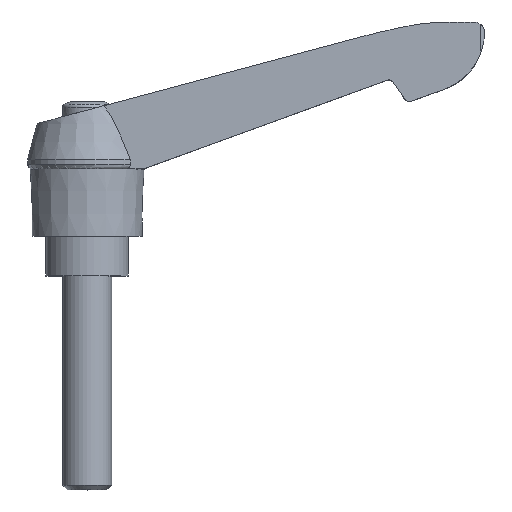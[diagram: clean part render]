
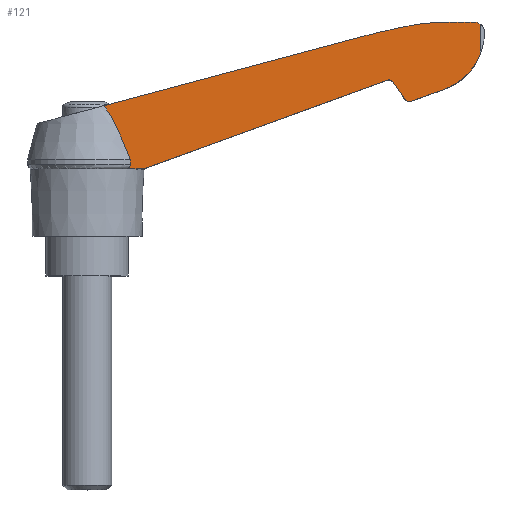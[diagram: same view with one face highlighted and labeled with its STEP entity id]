
A CAD part, top view. The second image highlights one B-rep face of the part: STEP entity #121.
In plain terms, the highlighted planar face has unit normal (0.034, 0, 0.999).
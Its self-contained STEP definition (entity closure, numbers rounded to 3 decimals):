
#121 = ADVANCED_FACE( '', ( #311 ), #312, .F. );
#311 = FACE_OUTER_BOUND( '', #577, .T. );
#312 = PLANE( '', #578 );
#577 = EDGE_LOOP( '', ( #883, #884, #885, #886, #887, #888, #889, #890, #891, #892, #893, #894, #895, #896, #897, #898 ) );
#578 = AXIS2_PLACEMENT_3D( '', #899, #900, #901 );
#883 = ORIENTED_EDGE( '', *, *, #1623, .F. );
#884 = ORIENTED_EDGE( '', *, *, #1624, .T. );
#885 = ORIENTED_EDGE( '', *, *, #1625, .F. );
#886 = ORIENTED_EDGE( '', *, *, #1626, .F. );
#887 = ORIENTED_EDGE( '', *, *, #1627, .T. );
#888 = ORIENTED_EDGE( '', *, *, #1628, .F. );
#889 = ORIENTED_EDGE( '', *, *, #1629, .F. );
#890 = ORIENTED_EDGE( '', *, *, #1630, .F. );
#891 = ORIENTED_EDGE( '', *, *, #1631, .F. );
#892 = ORIENTED_EDGE( '', *, *, #1632, .F. );
#893 = ORIENTED_EDGE( '', *, *, #1633, .F. );
#894 = ORIENTED_EDGE( '', *, *, #1621, .F. );
#895 = ORIENTED_EDGE( '', *, *, #1634, .F. );
#896 = ORIENTED_EDGE( '', *, *, #1635, .F. );
#897 = ORIENTED_EDGE( '', *, *, #1636, .F. );
#898 = ORIENTED_EDGE( '', *, *, #1599, .F. );
#899 = CARTESIAN_POINT( '', ( 0., 46.5, 6.943 ) );
#900 = DIRECTION( '', ( -0.034, 0., -0.999 ) );
#901 = DIRECTION( '', ( -0.999, 0., 0.034 ) );
#1599 = EDGE_CURVE( '', #1914, #1912, #1916, .T. );
#1621 = EDGE_CURVE( '', #1951, #1949, #1953, .T. );
#1623 = EDGE_CURVE( '', #1955, #1914, #1956, .T. );
#1624 = EDGE_CURVE( '', #1955, #1957, #1958, .T. );
#1625 = EDGE_CURVE( '', #1959, #1957, #1960, .T. );
#1626 = EDGE_CURVE( '', #1961, #1959, #1962, .T. );
#1627 = EDGE_CURVE( '', #1961, #1963, #1964, .T. );
#1628 = EDGE_CURVE( '', #1965, #1963, #1966, .T. );
#1629 = EDGE_CURVE( '', #1967, #1965, #1968, .T. );
#1630 = EDGE_CURVE( '', #1969, #1967, #1970, .T. );
#1631 = EDGE_CURVE( '', #1971, #1969, #1972, .T. );
#1632 = EDGE_CURVE( '', #1973, #1971, #1974, .T. );
#1633 = EDGE_CURVE( '', #1949, #1973, #1975, .T. );
#1634 = EDGE_CURVE( '', #1976, #1951, #1977, .T. );
#1635 = EDGE_CURVE( '', #1978, #1976, #1979, .T. );
#1636 = EDGE_CURVE( '', #1912, #1978, #1980, .T. );
#1912 = VERTEX_POINT( '', #2379 );
#1914 = VERTEX_POINT( '', #2381 );
#1916 = B_SPLINE_CURVE_WITH_KNOTS( '', 3, ( #2383, #2384, #2385, #2386, #2387, #2388, #2389, #2390, #2391, #2392, #2393, #2394 ), .UNSPECIFIED., .F., .F., ( 4, 2, 2, 2, 2, 4 ), ( 0., 0.002, 0.005, 0.007, 0.009, 0.01 ), .UNSPECIFIED. );
#1949 = VERTEX_POINT( '', #2447 );
#1951 = VERTEX_POINT( '', #2450 );
#1953 = ELLIPSE( '', #2453, 35.02, 35. );
#1955 = VERTEX_POINT( '', #2455 );
#1956 = LINE( '', #2456, #2457 );
#1957 = VERTEX_POINT( '', #2458 );
#1958 = B_SPLINE_CURVE_WITH_KNOTS( '', 3, ( #2459, #2460, #2461, #2462, #2463, #2464 ), .UNSPECIFIED., .F., .F., ( 4, 2, 4 ), ( 0., 0.001, 0.001 ), .UNSPECIFIED. );
#1959 = VERTEX_POINT( '', #2465 );
#1960 = LINE( '', #2466, #2467 );
#1961 = VERTEX_POINT( '', #2468 );
#1962 = LINE( '', #2469, #2470 );
#1963 = VERTEX_POINT( '', #2471 );
#1964 = ELLIPSE( '', #2472, 0.7, 0.7 );
#1965 = VERTEX_POINT( '', #2473 );
#1966 = LINE( '', #2474, #2475 );
#1967 = VERTEX_POINT( '', #2476 );
#1968 = ELLIPSE( '', #2477, 1.001, 1. );
#1969 = VERTEX_POINT( '', #2478 );
#1970 = LINE( '', #2479, #2480 );
#1971 = VERTEX_POINT( '', #2481 );
#1972 = ELLIPSE( '', #2482, 10.006, 10. );
#1973 = VERTEX_POINT( '', #2483 );
#1974 = LINE( '', #2484, #2485 );
#1975 = ELLIPSE( '', #2486, 1.601, 1.6 );
#1976 = VERTEX_POINT( '', #2487 );
#1977 = ELLIPSE( '', #2488, 35.02, 35. );
#1978 = VERTEX_POINT( '', #2489 );
#1979 = ELLIPSE( '', #2490, 141.08, 141. );
#1980 = LINE( '', #2491, #2492 );
#2379 = CARTESIAN_POINT( '', ( 2.77, 27.859, 6.849 ) );
#2381 = CARTESIAN_POINT( '', ( 7.079, 19., 6.704 ) );
#2383 = CARTESIAN_POINT( '', ( 7.079, 19., 6.704 ) );
#2384 = CARTESIAN_POINT( '', ( 6.787, 19.77, 6.714 ) );
#2385 = CARTESIAN_POINT( '', ( 6.487, 20.537, 6.724 ) );
#2386 = CARTESIAN_POINT( '', ( 5.863, 22.061, 6.745 ) );
#2387 = CARTESIAN_POINT( '', ( 5.539, 22.819, 6.756 ) );
#2388 = CARTESIAN_POINT( '', ( 4.854, 24.317, 6.779 ) );
#2389 = CARTESIAN_POINT( '', ( 4.492, 25.057, 6.791 ) );
#2390 = CARTESIAN_POINT( '', ( 3.899, 26.141, 6.811 ) );
#2391 = CARTESIAN_POINT( '', ( 3.693, 26.497, 6.818 ) );
#2392 = CARTESIAN_POINT( '', ( 3.254, 27.194, 6.833 ) );
#2393 = CARTESIAN_POINT( '', ( 3.022, 27.535, 6.841 ) );
#2394 = CARTESIAN_POINT( '', ( 2.77, 27.859, 6.849 ) );
#2447 = CARTESIAN_POINT( '', ( 63.6, 41.487, 4.797 ) );
#2450 = CARTESIAN_POINT( '', ( 59.7, 41.5, 4.929 ) );
#2453 = AXIS2_PLACEMENT_3D( '', #3087, #3088, #3089 );
#2455 = CARTESIAN_POINT( '', ( 7.079, 18.24, 6.704 ) );
#2456 = CARTESIAN_POINT( '', ( 7.079, 55.578, 6.704 ) );
#2457 = VECTOR( '', #3090, 1000. );
#2458 = CARTESIAN_POINT( '', ( 6.456, 17.5, 6.725 ) );
#2459 = CARTESIAN_POINT( '', ( 7.079, 18.24, 6.704 ) );
#2460 = CARTESIAN_POINT( '', ( 7.06, 18.071, 6.705 ) );
#2461 = CARTESIAN_POINT( '', ( 6.979, 17.916, 6.707 ) );
#2462 = CARTESIAN_POINT( '', ( 6.752, 17.666, 6.715 ) );
#2463 = CARTESIAN_POINT( '', ( 6.61, 17.571, 6.72 ) );
#2464 = CARTESIAN_POINT( '', ( 6.456, 17.5, 6.725 ) );
#2465 = CARTESIAN_POINT( '', ( 9.2, 17.5, 6.633 ) );
#2466 = CARTESIAN_POINT( '', ( -0.095, 17.5, 6.946 ) );
#2467 = VECTOR( '', #3091, 1000. );
#2468 = CARTESIAN_POINT( '', ( 49.14, 32.037, 5.285 ) );
#2469 = CARTESIAN_POINT( '', ( 9.107, 17.466, 6.636 ) );
#2470 = VECTOR( '', #3092, 1000. );
#2471 = CARTESIAN_POINT( '', ( 49.953, 31.781, 5.258 ) );
#2472 = AXIS2_PLACEMENT_3D( '', #3093, #3094, #3095 );
#2473 = CARTESIAN_POINT( '', ( 51.927, 28.962, 5.191 ) );
#2474 = CARTESIAN_POINT( '', ( 49.903, 31.852, 5.259 ) );
#2475 = VECTOR( '', #3096, 1000. );
#2476 = CARTESIAN_POINT( '', ( 53.088, 28.596, 5.152 ) );
#2477 = AXIS2_PLACEMENT_3D( '', #3097, #3098, #3099 );
#2478 = CARTESIAN_POINT( '', ( 57.9, 30.347, 4.99 ) );
#2479 = CARTESIAN_POINT( '', ( 52.951, 28.546, 5.156 ) );
#2480 = VECTOR( '', #3100, 1000. );
#2481 = CARTESIAN_POINT( '', ( 64.324, 36.302, 4.773 ) );
#2482 = AXIS2_PLACEMENT_3D( '', #3101, #3102, #3103 );
#2483 = CARTESIAN_POINT( '', ( 64.324, 41.207, 4.773 ) );
#2484 = CARTESIAN_POINT( '', ( 64.324, 46.5, 4.773 ) );
#2485 = VECTOR( '', #3104, 1000. );
#2486 = AXIS2_PLACEMENT_3D( '', #3105, #3106, #3107 );
#2487 = CARTESIAN_POINT( '', ( 53., 41., 5.155 ) );
#2488 = AXIS2_PLACEMENT_3D( '', #3108, #3109, #3110 );
#2489 = CARTESIAN_POINT( '', ( 43.4, 38.746, 5.479 ) );
#2490 = AXIS2_PLACEMENT_3D( '', #3111, #3112, #3113 );
#2491 = CARTESIAN_POINT( '', ( 43.266, 38.71, 5.483 ) );
#2492 = VECTOR( '', #3114, 1000. );
#3087 = CARTESIAN_POINT( '', ( 61.538, 6.548, 4.867 ) );
#3088 = DIRECTION( '', ( -0.034, 0., -0.999 ) );
#3089 = DIRECTION( '', ( 0.999, 0., -0.034 ) );
#3090 = DIRECTION( '', ( 0., 1., 0. ) );
#3091 = DIRECTION( '', ( -0.999, 0., 0.034 ) );
#3092 = DIRECTION( '', ( -0.939, -0.342, 0.032 ) );
#3093 = CARTESIAN_POINT( '', ( 49.38, 31.379, 5.277 ) );
#3094 = DIRECTION( '', ( -0.034, 0., -0.999 ) );
#3095 = DIRECTION( '', ( 0.999, 0., -0.034 ) );
#3096 = DIRECTION( '', ( -0.573, 0.819, 0.019 ) );
#3097 = CARTESIAN_POINT( '', ( 52.746, 29.535, 5.163 ) );
#3098 = DIRECTION( '', ( -0.034, 0., -0.999 ) );
#3099 = DIRECTION( '', ( 0.999, 0., -0.034 ) );
#3100 = DIRECTION( '', ( -0.939, -0.342, 0.032 ) );
#3101 = CARTESIAN_POINT( '', ( 55., 39.917, 5.087 ) );
#3102 = DIRECTION( '', ( -0.034, 0., -0.999 ) );
#3103 = DIRECTION( '', ( 0.999, 0., -0.034 ) );
#3104 = DIRECTION( '', ( 0., -1., 0. ) );
#3105 = CARTESIAN_POINT( '', ( 63.4, 39.9, 4.804 ) );
#3106 = DIRECTION( '', ( -0.034, 0., -0.999 ) );
#3107 = DIRECTION( '', ( 0.999, 0., -0.034 ) );
#3108 = CARTESIAN_POINT( '', ( 58.943, 6.508, 4.954 ) );
#3109 = DIRECTION( '', ( -0.034, 0., -0.999 ) );
#3110 = DIRECTION( '', ( 0.999, 0., -0.034 ) );
#3111 = CARTESIAN_POINT( '', ( 80.407, -97.311, 4.23 ) );
#3112 = DIRECTION( '', ( -0.034, 0., -0.999 ) );
#3113 = DIRECTION( '', ( 0.999, 0., -0.034 ) );
#3114 = DIRECTION( '', ( 0.965, 0.259, -0.033 ) );
